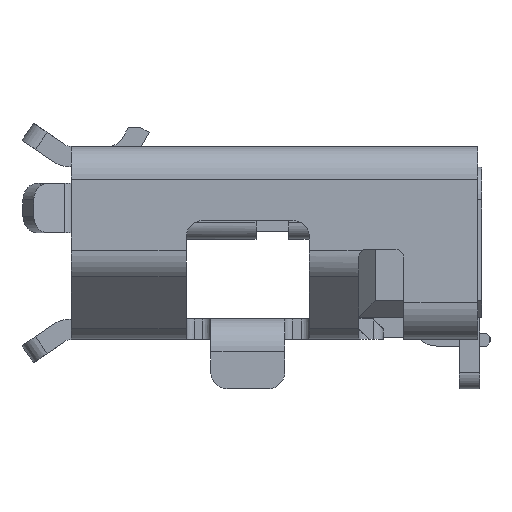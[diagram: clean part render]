
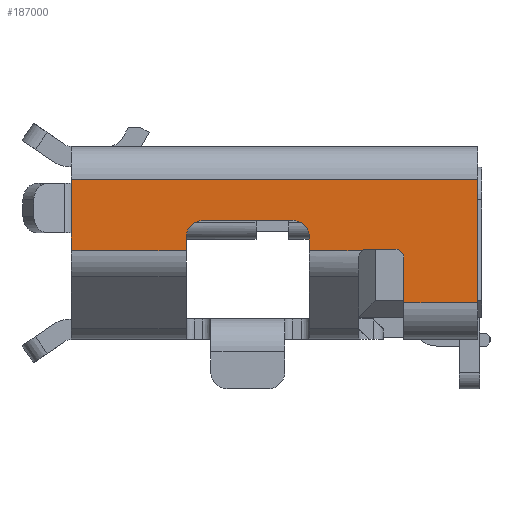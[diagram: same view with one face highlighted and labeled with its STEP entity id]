
A CAD part, left-side view. The second image highlights one B-rep face of the part: STEP entity #187000.
In plain terms, the highlighted planar face has unit normal (-1, 0, 0).
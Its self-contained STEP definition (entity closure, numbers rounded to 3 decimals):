
#172020=CARTESIAN_POINT('',(-3.7,-2.1,0.092));
#172030=VERTEX_POINT('',#172020);
#172060=CARTESIAN_POINT('',(-3.7,-2.1,0.092));
#172070=DIRECTION('',(0.,0.,-1.));
#172080=VECTOR('',#172070,0.167);
#172090=LINE('',#172060,#172080);
#172100=CARTESIAN_POINT('',(-3.7,-2.1,-0.075));
#172110=VERTEX_POINT('',#172100);
#172120=EDGE_CURVE('',#172030,#172110,#172090,.T.);
#174000=CARTESIAN_POINT('',(-3.7,-1.9,-0.075));
#174010=DIRECTION('',(1.,0.,0.));
#174020=DIRECTION('',(0.,-1.,0.));
#174030=AXIS2_PLACEMENT_3D('',#174000,#174010,#174020);
#174040=CIRCLE('',#174030,0.2);
#174050=CARTESIAN_POINT('',(-3.7,-1.9,-0.275));
#174060=VERTEX_POINT('',#174050);
#174070=EDGE_CURVE('',#172110,#174060,#174040,.T.);
#174250=CARTESIAN_POINT('',(-3.7,-0.8,-0.075));
#174260=DIRECTION('',(1.,0.,0.));
#174270=DIRECTION('',(0.,0.,-1.));
#174280=AXIS2_PLACEMENT_3D('',#174250,#174260,#174270);
#174290=CIRCLE('',#174280,0.2);
#174300=CARTESIAN_POINT('',(-3.7,-0.8,-0.275));
#174310=VERTEX_POINT('',#174300);
#174320=CARTESIAN_POINT('',(-3.7,-0.6,-0.075));
#174330=VERTEX_POINT('',#174320);
#174340=EDGE_CURVE('',#174310,#174330,#174290,.T.);
#174810=CARTESIAN_POINT('',(-3.7,-0.6,-0.075));
#174820=DIRECTION('',(0.,0.,1.));
#174830=VECTOR('',#174820,0.167);
#174840=LINE('',#174810,#174830);
#174850=CARTESIAN_POINT('',(-3.7,-0.6,0.092));
#174860=VERTEX_POINT('',#174850);
#174870=EDGE_CURVE('',#174330,#174860,#174840,.T.);
#185370=CARTESIAN_POINT('',(-3.7,-3.5,-0.125));
#185380=VERTEX_POINT('',#185370);
#185410=CARTESIAN_POINT('',(-3.7,-3.5,-0.775));
#185420=DIRECTION('',(0.,0.,1.));
#185430=VECTOR('',#185420,0.867);
#185440=LINE('',#185410,#185430);
#185450=CARTESIAN_POINT('',(-3.7,-3.5,0.092));
#185460=VERTEX_POINT('',#185450);
#185470=EDGE_CURVE('',#185380,#185460,#185440,.T.);
#186000=CARTESIAN_POINT('',(-3.7,-1.025,0.045));
#186010=DIRECTION('',(-1.,0.,0.));
#186020=DIRECTION('',(0.,1.,0.));
#186030=AXIS2_PLACEMENT_3D('',#186000,#186010,#186020);
#186040=PLANE('',#186030);
#186050=CARTESIAN_POINT('',(-3.7,0.1,0.175));
#186060=DIRECTION('',(1.,0.,0.));
#186070=DIRECTION('',(0.,0.,-1.));
#186080=AXIS2_PLACEMENT_3D('',#186050,#186060,#186070);
#186090=CIRCLE('',#186080,0.1);
#186100=CARTESIAN_POINT('',(-3.7,0.044,0.092))
;
#186110=VERTEX_POINT('',#186100);
#186120=CARTESIAN_POINT('',(-3.7,0.1,0.075));
#186130=VERTEX_POINT('',#186120);
#186140=EDGE_CURVE('',#186110,#186130,#186090,.T.);
#186150=ORIENTED_EDGE('',*,*,#186140,.T.);
#186160=CARTESIAN_POINT('',(-3.7,0.,0.092));
#186170=DIRECTION('',(0.,-1.,0.));
#186180=VECTOR('',#186170,0.6);
#186190=LINE('',#186160,#186180);
#186200=EDGE_CURVE('',#186110,#174860,#186190,.T.);
#186210=ORIENTED_EDGE('',*,*,#186200,.F.);
#186220=ORIENTED_EDGE('',*,*,#174870,.T.);
#186230=ORIENTED_EDGE('',*,*,#174340,.T.);
#186240=CARTESIAN_POINT('',(-3.7,-0.8,-0.275));
#186250=DIRECTION('',(0.,-1.,0.));
#186260=VECTOR('',#186250,1.1);
#186270=LINE('',#186240,#186260);
#186280=EDGE_CURVE('',#174310,#174060,#186270,.T.);
#186290=ORIENTED_EDGE('',*,*,#186280,.F.);
#186300=ORIENTED_EDGE('',*,*,#174070,.T.);
#186310=ORIENTED_EDGE('',*,*,#172120,.T.);
#186320=CARTESIAN_POINT('',(-3.7,-2.1,0.092));
#186330=DIRECTION('',(0.,-1.,0.));
#186340=VECTOR('',#186330,1.4);
#186350=LINE('',#186320,#186340);
#186360=EDGE_CURVE('',#172030,#185460,#186350,.T.);
#186370=ORIENTED_EDGE('',*,*,#186360,.F.);
#186380=ORIENTED_EDGE('',*,*,#185470,.T.);
#186390=CARTESIAN_POINT('',(-3.7,-3.5,-0.425));
#186400=DIRECTION('',(0.,0.,-1.));
#186410=VECTOR('',#186400,1.);
#186420=LINE('',#186390,#186410);
#186430=CARTESIAN_POINT('',(-3.7,-3.5,-0.725));
#186440=VERTEX_POINT('',#186430);
#186450=EDGE_CURVE('',#185380,#186440,#186420,.T.);
#186460=ORIENTED_EDGE('',*,*,#186450,.F.);
#186470=CARTESIAN_POINT('',(-3.7,-3.5,-0.775));
#186480=VERTEX_POINT('',#186470);
#186490=EDGE_CURVE('',#186480,#186440,#185440,.T.);
#186500=ORIENTED_EDGE('',*,*,#186490,.T.);
#186510=CARTESIAN_POINT('',(-3.7,-3.5,-0.775));
#186520=DIRECTION('',(0.,1.,
0.));
#186530=VECTOR('',#186520,4.95);
#186540=LINE('',#186510,#186530);
#186550=CARTESIAN_POINT('',(-3.7,1.45,-0.775));
#186560=VERTEX_POINT('',#186550);
#186570=EDGE_CURVE('',#186480,#186560,#186540,.T.);
#186580=ORIENTED_EDGE('',*,*,#186570,.F.);
#186590=CARTESIAN_POINT('',(-3.7,1.45,0.025));
#186600=DIRECTION('',(0.,0.,1.));
#186610=VECTOR('',#186600,1.);
#186620=LINE('',#186590,#186610);
#186630=CARTESIAN_POINT('',(-3.7,1.45,0.725));
#186640=VERTEX_POINT('',#186630);
#186650=EDGE_CURVE('',#186560,#186640,#186620,.T.);
#186660=ORIENTED_EDGE('',*,*,#186650,.F.);
#186670=CARTESIAN_POINT('',(-3.7,-11.392,0.725));
#186680=DIRECTION('',(0.,1.,0.));
#186690=VECTOR('',#186680,1.);
#186700=LINE('',#186670,#186690);
#186710=CARTESIAN_POINT('',(-3.7,0.55,0.725));
#186720=VERTEX_POINT('',#186710);
#186730=EDGE_CURVE('',#186720,#186640,#186700,.T.);
#186740=ORIENTED_EDGE('',*,*,#186730,.T.);
#186750=CARTESIAN_POINT('',(-3.7,0.55,0.725));
#186760=DIRECTION('',(0.,0.,-1.));
#186770=VECTOR('',#186760,0.8);
#186780=LINE('',#186750,#186770);
#186790=CARTESIAN_POINT('',(-3.7,0.55,0.175));
#186800=VERTEX_POINT('',#186790);
#186810=EDGE_CURVE('',#186720,#186800,#186780,.T.);
#186820=ORIENTED_EDGE('',*,*,#186810,.F.);
#186830=CARTESIAN_POINT('',(-3.7,0.45,0.175));
#186840=DIRECTION('',(1.,0.,0.));
#186850=DIRECTION('',(0.,0.,-1.));
#186860=AXIS2_PLACEMENT_3D('',#186830,#186840,#186850);
#186870=CIRCLE('',#186860,0.1);
#186880=CARTESIAN_POINT('',(-3.7,0.45,0.075));
#186890=VERTEX_POINT('',#186880);
#186900=EDGE_CURVE('',#186890,#186800,#186870,.T.);
#186910=ORIENTED_EDGE('',*,*,#186900,.T.);
#186920=CARTESIAN_POINT('',(-3.7,-3.2,0.075));
#186930=DIRECTION('',(0.,1.,0.));
#186940=VECTOR('',#186930,1.);
#186950=LINE('',#186920,#186940);
#186960=EDGE_CURVE('',#186130,#186890,#186950,.T.);
#186970=ORIENTED_EDGE('',*,*,#186960,.T.);
#186980=EDGE_LOOP('',(#186970,#186910,#186820,#186740,#186660,#186580,
#186500,#186460,#186380,#186370,#186310,#186300,#186290,#186230,#186220,
#186210,#186150));
#186990=FACE_OUTER_BOUND('',#186980,.T.);
#187000=ADVANCED_FACE('',(#186990),#186040,.T.);
